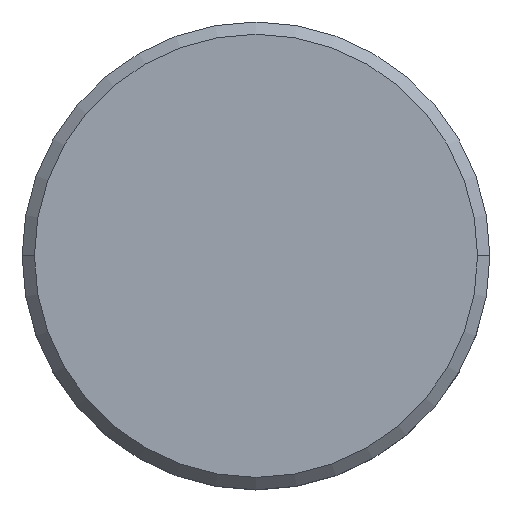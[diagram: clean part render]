
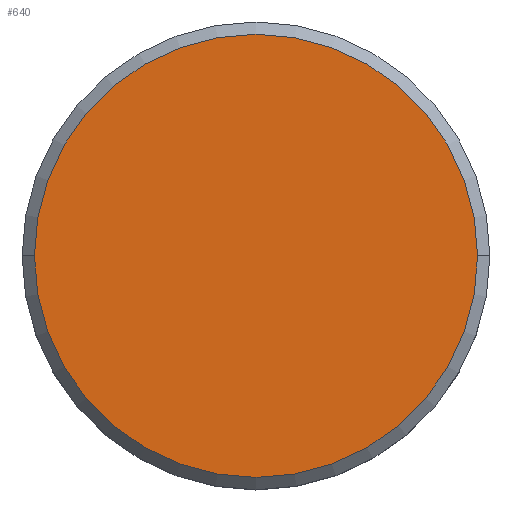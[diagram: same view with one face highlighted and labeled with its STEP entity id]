
A CAD part, top view. The second image highlights one B-rep face of the part: STEP entity #640.
In plain terms, the highlighted planar face has unit normal (0, 0, 1).
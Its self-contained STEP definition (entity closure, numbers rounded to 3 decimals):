
#13 = DIRECTION ( 'NONE',  ( 1., 0., 0. ) ) ;
#38 = VERTEX_POINT ( 'NONE', #532 ) ;
#57 = CARTESIAN_POINT ( 'NONE',  ( -9., 0., 0. ) ) ;
#151 = AXIS2_PLACEMENT_3D ( 'NONE', #893, #248, #13 ) ;
#168 = VERTEX_POINT ( 'NONE', #57 ) ;
#174 = EDGE_LOOP ( 'NONE', ( #759, #823 ) ) ;
#182 = AXIS2_PLACEMENT_3D ( 'NONE', #284, #384, #751 ) ;
#248 = DIRECTION ( 'NONE',  ( 0., 0., 1. ) ) ;
#284 = CARTESIAN_POINT ( 'NONE',  ( 0., 0., 0. ) ) ;
#367 = AXIS2_PLACEMENT_3D ( 'NONE', #1121, #1100, #1028 ) ;
#384 = DIRECTION ( 'NONE',  ( 0., 0., 1. ) ) ;
#514 = CIRCLE ( 'NONE', #182, 9. ) ;
#518 = EDGE_CURVE ( 'NONE', #38, #168, #514, .T. ) ;
#524 = FACE_OUTER_BOUND ( 'NONE', #174, .T. ) ;
#532 = CARTESIAN_POINT ( 'NONE',  ( 9., 0., 0. ) ) ;
#640 = ADVANCED_FACE ( 'NONE', ( #524 ), #1097, .T. ) ;
#751 = DIRECTION ( 'NONE',  ( 1., 0., 0. ) ) ;
#759 = ORIENTED_EDGE ( 'NONE', *, *, #813, .T. ) ;
#813 = EDGE_CURVE ( 'NONE', #168, #38, #1109, .T. ) ;
#823 = ORIENTED_EDGE ( 'NONE', *, *, #518, .T. ) ;
#893 = CARTESIAN_POINT ( 'NONE',  ( 0., 0., 0. ) ) ;
#1028 = DIRECTION ( 'NONE',  ( 1., 0., 0. ) ) ;
#1097 = PLANE ( 'NONE',  #151 ) ;
#1100 = DIRECTION ( 'NONE',  ( 0., 0., 1. ) ) ;
#1109 = CIRCLE ( 'NONE', #367, 9. ) ;
#1121 = CARTESIAN_POINT ( 'NONE',  ( 0., 0., 0. ) ) ;
